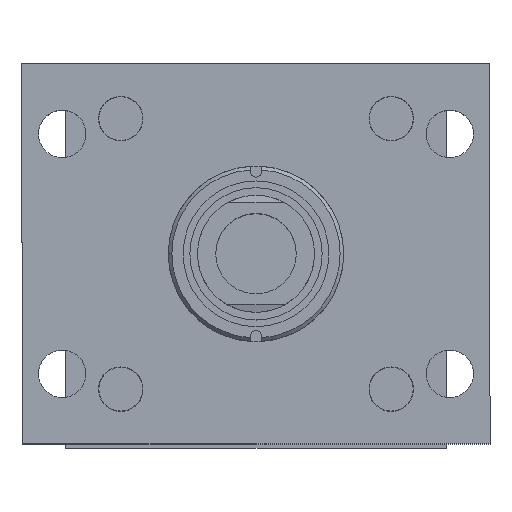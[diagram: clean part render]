
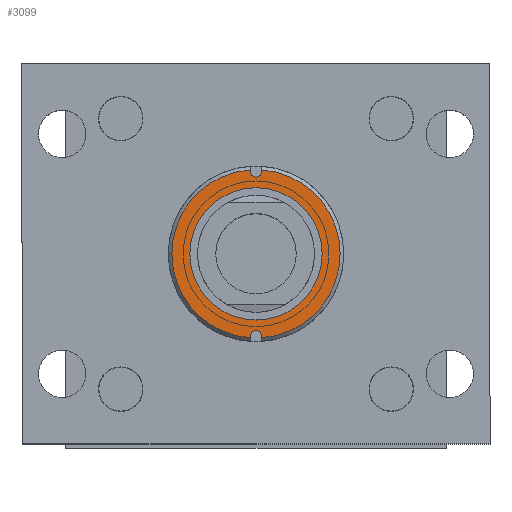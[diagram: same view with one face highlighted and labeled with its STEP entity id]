
A CAD part, top view. The second image highlights one B-rep face of the part: STEP entity #3099.
In plain terms, the highlighted planar face has unit normal (0, 0, 1).
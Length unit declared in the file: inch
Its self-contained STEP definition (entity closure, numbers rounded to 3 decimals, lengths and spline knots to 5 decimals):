
#11 = CARTESIAN_POINT ( 'NONE',  ( 19.2471, 42.4197, -2.93519 ) ) ;
#307 = EDGE_LOOP ( 'NONE', ( #9691, #2879, #567, #2549, #4445, #3089, #4249, #9558, #7705 ) ) ;
#350 = EDGE_CURVE ( 'NONE', #5234, #9022, #6390, .T. ) ;
#376 = CARTESIAN_POINT ( 'NONE',  ( 19.2471, 42.4197, -2.93519 ) ) ;
#436 = EDGE_LOOP ( 'NONE', ( #4028, #8803 ) ) ;
#508 = CARTESIAN_POINT ( 'NONE',  ( 19.2471, 42.4197, -2.93519 ) ) ;
#542 = CARTESIAN_POINT ( 'NONE',  ( 19.2471, 42.4197, -2.93519 ) ) ;
#567 = ORIENTED_EDGE ( 'NONE', *, *, #2182, .F. ) ;
#888 = CARTESIAN_POINT ( 'NONE',  ( 19.3411, 43.55073, -2.93519 ) ) ;
#890 = AXIS2_PLACEMENT_3D ( 'NONE', #1121, #4386, #2808 ) ;
#950 = AXIS2_PLACEMENT_3D ( 'NONE', #7481, #9911, #6589 ) ;
#1121 = CARTESIAN_POINT ( 'NONE',  ( 19.2471, 43.55073, -2.93519 ) ) ;
#1561 = CARTESIAN_POINT ( 'NONE',  ( 17.8091, 42.4197, -2.93519 ) ) ;
#1674 = CIRCLE ( 'NONE', #4205, 1.13104 ) ;
#1729 = EDGE_CURVE ( 'NONE', #6695, #3333, #3322, .T. ) ;
#1849 = LINE ( 'NONE', #9094, #2971 ) ;
#2052 = DIRECTION ( 'NONE',  ( 0., 0., -1. ) ) ;
#2074 = DIRECTION ( 'NONE',  ( 0., -1., 0. ) ) ;
#2182 = EDGE_CURVE ( 'NONE', #4703, #6988, #6351, .T. ) ;
#2549 = ORIENTED_EDGE ( 'NONE', *, *, #5564, .F. ) ;
#2658 = VECTOR ( 'NONE', #10391, 39.37008 ) ;
#2714 = AXIS2_PLACEMENT_3D ( 'NONE', #376, #2052, #9960 ) ;
#2808 = DIRECTION ( 'NONE',  ( 1., 0., 0. ) ) ;
#2879 = ORIENTED_EDGE ( 'NONE', *, *, #5986, .T. ) ;
#2971 = VECTOR ( 'NONE', #8329, 39.37008 ) ;
#2985 = LINE ( 'NONE', #4582, #6638 ) ;
#3089 = ORIENTED_EDGE ( 'NONE', *, *, #6461, .T. ) ;
#3099 = ADVANCED_FACE ( 'NONE', ( #8342, #6974 ), #5081, .T. ) ;
#3143 = CARTESIAN_POINT ( 'NONE',  ( 19.1531, 43.55073, -2.93519 ) ) ;
#3217 = CARTESIAN_POINT ( 'NONE',  ( 19.3411, 40.98477, -2.93519 ) ) ;
#3322 = CIRCLE ( 'NONE', #3450, 0.094 ) ;
#3333 = VERTEX_POINT ( 'NONE', #9426 ) ;
#3450 = AXIS2_PLACEMENT_3D ( 'NONE', #8830, #8860, #7343 ) ;
#3599 = EDGE_CURVE ( 'NONE', #10125, #9182, #1674, .T. ) ;
#3938 = AXIS2_PLACEMENT_3D ( 'NONE', #508, #4544, #4580 ) ;
#4010 = DIRECTION ( 'NONE',  ( 0., 0., -1. ) ) ;
#4028 = ORIENTED_EDGE ( 'NONE', *, *, #4426, .T. ) ;
#4205 = AXIS2_PLACEMENT_3D ( 'NONE', #5705, #6429, #9642 ) ;
#4246 = CARTESIAN_POINT ( 'NONE',  ( 19.3411, 43.85462, -2.93519 ) ) ;
#4249 = ORIENTED_EDGE ( 'NONE', *, *, #350, .F. ) ;
#4289 = AXIS2_PLACEMENT_3D ( 'NONE', #11, #4010, #4789 ) ;
#4295 = CARTESIAN_POINT ( 'NONE',  ( 19.3411, 41.0137, -2.93519 ) ) ;
#4386 = DIRECTION ( 'NONE',  ( 0., 0., 1. ) ) ;
#4426 = EDGE_CURVE ( 'NONE', #9182, #10125, #6769, .T. ) ;
#4445 = ORIENTED_EDGE ( 'NONE', *, *, #8275, .F. ) ;
#4544 = DIRECTION ( 'NONE',  ( 0., 0., -1. ) ) ;
#4580 = DIRECTION ( 'NONE',  ( -1., 0., 0. ) ) ;
#4582 = CARTESIAN_POINT ( 'NONE',  ( 19.1531, 43.55073, -2.93519 ) ) ;
#4703 = VERTEX_POINT ( 'NONE', #4246 ) ;
#4789 = DIRECTION ( 'NONE',  ( -1., 0., 0. ) ) ;
#5081 = PLANE ( 'NONE',  #890 ) ;
#5119 = CIRCLE ( 'NONE', #950, 0.094 ) ;
#5234 = VERTEX_POINT ( 'NONE', #1561 ) ;
#5564 = EDGE_CURVE ( 'NONE', #7445, #4703, #1849, .T. ) ;
#5620 = DIRECTION ( 'NONE',  ( 0., -1., 0. ) ) ;
#5705 = CARTESIAN_POINT ( 'NONE',  ( 19.2471, 42.4197, -2.93519 ) ) ;
#5708 = VERTEX_POINT ( 'NONE', #8467 ) ;
#5986 = EDGE_CURVE ( 'NONE', #6695, #6988, #9850, .T. ) ;
#6202 = CARTESIAN_POINT ( 'NONE',  ( 19.1531, 43.85462, -2.93519 ) ) ;
#6351 = CIRCLE ( 'NONE', #9405, 1.438 ) ;
#6390 = CIRCLE ( 'NONE', #2714, 1.438 ) ;
#6429 = DIRECTION ( 'NONE',  ( 0., 0., -1. ) ) ;
#6461 = EDGE_CURVE ( 'NONE', #9931, #9022, #7715, .T. ) ;
#6462 = CARTESIAN_POINT ( 'NONE',  ( 19.3411, 43.8257, -2.93519 ) ) ;
#6589 = DIRECTION ( 'NONE',  ( 1., 0., 0. ) ) ;
#6638 = VECTOR ( 'NONE', #2074, 39.37008 ) ;
#6695 = VERTEX_POINT ( 'NONE', #4295 ) ;
#6769 = CIRCLE ( 'NONE', #4289, 1.13104 ) ;
#6772 = CIRCLE ( 'NONE', #3938, 1.438 ) ;
#6924 = DIRECTION ( 'NONE',  ( -1., 0., 0. ) ) ;
#6974 = FACE_OUTER_BOUND ( 'NONE', #307, .T. ) ;
#6988 = VERTEX_POINT ( 'NONE', #3217 ) ;
#7066 = CARTESIAN_POINT ( 'NONE',  ( 20.37814, 42.4197, -2.93519 ) ) ;
#7343 = DIRECTION ( 'NONE',  ( 1., 0., 0. ) ) ;
#7445 = VERTEX_POINT ( 'NONE', #6462 ) ;
#7481 = CARTESIAN_POINT ( 'NONE',  ( 19.2471, 43.8257, -2.93519 ) ) ;
#7705 = ORIENTED_EDGE ( 'NONE', *, *, #7743, .F. ) ;
#7715 = LINE ( 'NONE', #3143, #2658 ) ;
#7743 = EDGE_CURVE ( 'NONE', #3333, #5708, #2985, .T. ) ;
#8275 = EDGE_CURVE ( 'NONE', #9931, #7445, #5119, .T. ) ;
#8329 = DIRECTION ( 'NONE',  ( 0., 1., 0. ) ) ;
#8342 = FACE_BOUND ( 'NONE', #436, .T. ) ;
#8454 = CARTESIAN_POINT ( 'NONE',  ( 19.1531, 43.8257, -2.93519 ) ) ;
#8467 = CARTESIAN_POINT ( 'NONE',  ( 19.1531, 40.98477, -2.93519 ) ) ;
#8553 = EDGE_CURVE ( 'NONE', #5708, #5234, #6772, .T. ) ;
#8554 = CARTESIAN_POINT ( 'NONE',  ( 18.11607, 42.4197, -2.93519 ) ) ;
#8803 = ORIENTED_EDGE ( 'NONE', *, *, #3599, .T. ) ;
#8830 = CARTESIAN_POINT ( 'NONE',  ( 19.2471, 41.0137, -2.93519 ) ) ;
#8860 = DIRECTION ( 'NONE',  ( 0., 0., 1. ) ) ;
#9022 = VERTEX_POINT ( 'NONE', #6202 ) ;
#9094 = CARTESIAN_POINT ( 'NONE',  ( 19.3411, 43.55073, -2.93519 ) ) ;
#9182 = VERTEX_POINT ( 'NONE', #8554 ) ;
#9405 = AXIS2_PLACEMENT_3D ( 'NONE', #542, #10214, #6924 ) ;
#9426 = CARTESIAN_POINT ( 'NONE',  ( 19.1531, 41.0137, -2.93519 ) ) ;
#9465 = VECTOR ( 'NONE', #5620, 39.37008 ) ;
#9558 = ORIENTED_EDGE ( 'NONE', *, *, #8553, .F. ) ;
#9642 = DIRECTION ( 'NONE',  ( -1., 0., 0. ) ) ;
#9691 = ORIENTED_EDGE ( 'NONE', *, *, #1729, .F. ) ;
#9850 = LINE ( 'NONE', #888, #9465 ) ;
#9911 = DIRECTION ( 'NONE',  ( 0., 0., 1. ) ) ;
#9931 = VERTEX_POINT ( 'NONE', #8454 ) ;
#9960 = DIRECTION ( 'NONE',  ( -1., 0., 0. ) ) ;
#10125 = VERTEX_POINT ( 'NONE', #7066 ) ;
#10214 = DIRECTION ( 'NONE',  ( 0., 0., -1. ) ) ;
#10391 = DIRECTION ( 'NONE',  ( 0., 1., 0. ) ) ;
